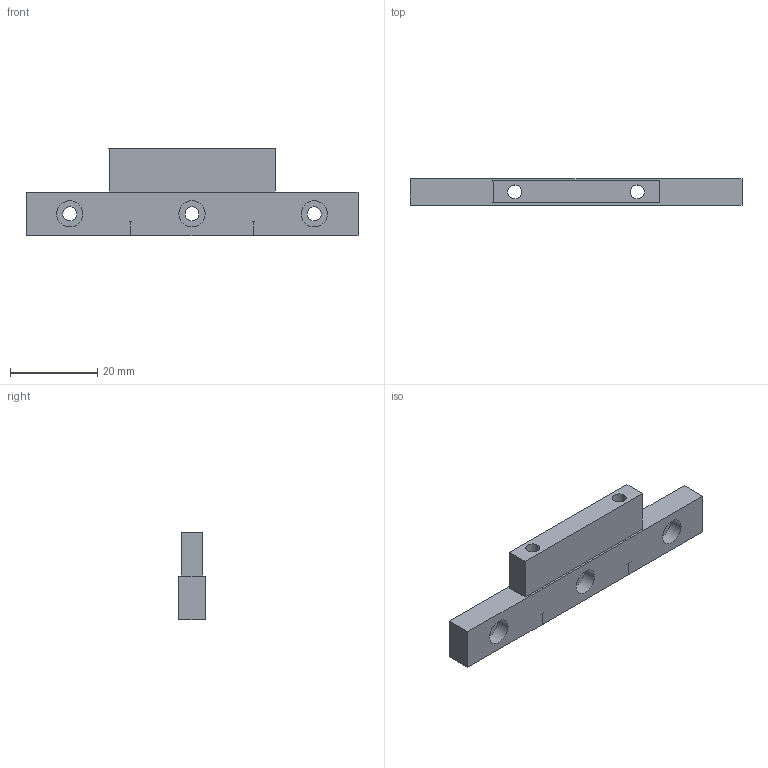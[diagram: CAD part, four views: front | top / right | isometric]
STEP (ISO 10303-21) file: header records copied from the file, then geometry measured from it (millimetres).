
FILE_DESCRIPTION(/* description */ (''),/* implementation_level */ '2;1');
FILE_NAME(/* name */ 'General Purpose Mounting Block B v19.step',/* time_stamp */ '2025-03-25T17:07:36+01:00',/* author */ (''),/* organization */ (''),/* preprocessor_version */ 'ST-DEVELOPER v20.1',/* originating_system */ 'Autodesk Translation Framework v14.4.0.0',/* authorisation */ '');
FILE_SCHEMA (('AUTOMOTIVE_DESIGN { 1 0 10303 214 3 1 1 }'));
Length unit declared in the file: millimetre
Products named in the file (1): General Purpose Mounting Block B
Bounding box: 76 x 6 x 20 mm (x, y, z)
Volume: 5650.2 mm3; surface area: 4101.4 mm2
Topology: 1 solids, 1 shells, 87 faces, 223 edges, 146 vertices
Faces by surface type: bspline 49, plane 26, cylinder 12
Full cylindrical faces by diameter (mm): 3.2 x5, 6 x3
Entity records: 3168 total; most frequent: CARTESIAN_POINT 1294, ORIENTED_EDGE 454, DIRECTION 231, EDGE_CURVE 227, VERTEX_POINT 146, EDGE_LOOP 105, LINE 105, VECTOR 105
